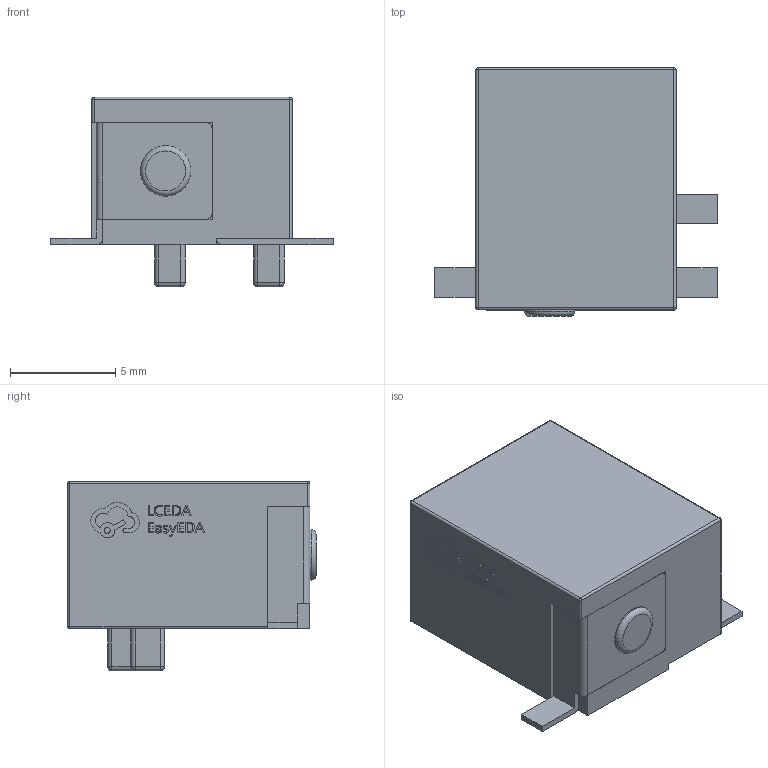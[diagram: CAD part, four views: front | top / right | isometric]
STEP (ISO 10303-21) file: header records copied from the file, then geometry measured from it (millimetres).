
FILE_DESCRIPTION(/* description */ (''),/* implementation_level */ '2;1');
FILE_NAME(/* name */ 'DC 5.5mm 2.1mm.step',/* time_stamp */ '2023-02-15T19:08:13+08:00',/* author */ (''),/* organization */ (''),/* preprocessor_version */ 'ST-DEVELOPER v19.2',/* originating_system */ 'Autodesk Translation Framework v11.17.0.187',/* authorisation */ '');
FILE_SCHEMA (('AUTOMOTIVE_DESIGN { 1 0 10303 214 3 1 1 }'));
Length unit declared in the file: millimetre
Products named in the file (4): (Unsaved); DC1; DC-IN-TH_KH-DC-044D-2.0STM; COMPOUND (1)
Assembly tree (3 placements, depth 4):
  (Unsaved)
    DC1
      DC-IN-TH_KH-DC-044D-2.0STM
        COMPOUND (1)
Bounding box: 13.4 x 11.8 x 9 mm (x, y, z)
Volume: 568.2 mm3; surface area: 842.2 mm2
Topology: 4 solids, 4 shells, 386 faces, 1016 edges, 654 vertices
Faces by surface type: plane 222, bspline 112, cylinder 36, sphere 15, torus 1
Full cylindrical faces by diameter (mm): 2 x1, 2.4 x1, 6 x1
Entity records: 13092 total; most frequent: CARTESIAN_POINT 3894, ORIENTED_EDGE 2002, DIRECTION 1580, EDGE_CURVE 1001, LINE 700, VECTOR 700, VERTEX_POINT 654, AXIS2_PLACEMENT_3D 440
